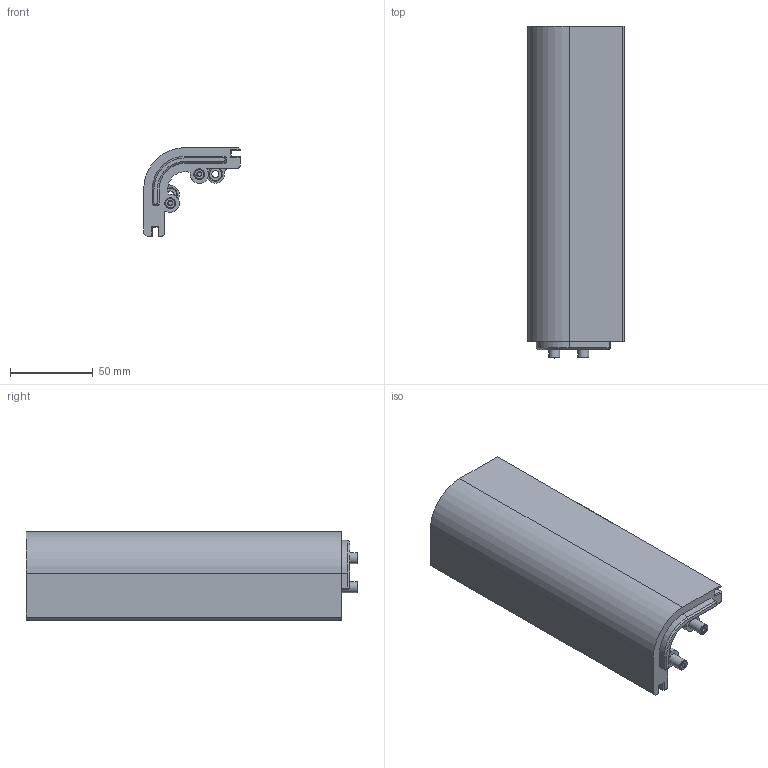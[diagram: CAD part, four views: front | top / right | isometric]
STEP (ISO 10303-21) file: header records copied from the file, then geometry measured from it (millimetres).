
FILE_DESCRIPTION(/* description */ ('STEP AP214'),/* implementation_level */ '2;1');
FILE_NAME(/* name */ 'C3.step',/* time_stamp */ '2025-08-17T21:35:39+05:00',/* author */ (''),/* organization */ (''),/* preprocessor_version */ 'ST-DEVELOPER v20.1',/* originating_system */ 'Autodesk Translation Framework v14.10.0.0',/* authorisation */ '');
FILE_SCHEMA (('AUTOMOTIVE_DESIGN { 1 0 10303 214 3 1 1 }'));
Length unit declared in the file: millimetre
Products named in the file (1): C3
Bounding box: 58.2 x 200 x 53.5 mm (x, y, z)
Volume: 115435.2 mm3; surface area: 52192.6 mm2
Topology: 1 solids, 1 shells, 196 faces, 541 edges, 356 vertices
Faces by surface type: plane 156, cylinder 31, cone 9
Full cylindrical faces by diameter (mm): 2.5 x2, 4.3 x2, 6.5 x2, 7.5 x2
Entity records: 6215 total; most frequent: CARTESIAN_POINT 1094, ORIENTED_EDGE 1082, DIRECTION 1009, EDGE_CURVE 541, LINE 467, VECTOR 467, VERTEX_POINT 356, AXIS2_PLACEMENT_3D 271
